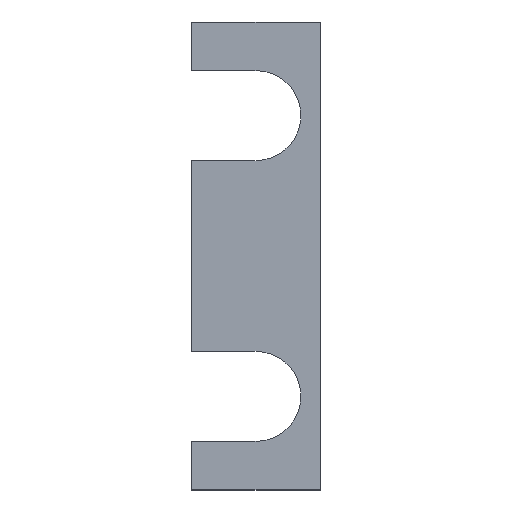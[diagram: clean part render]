
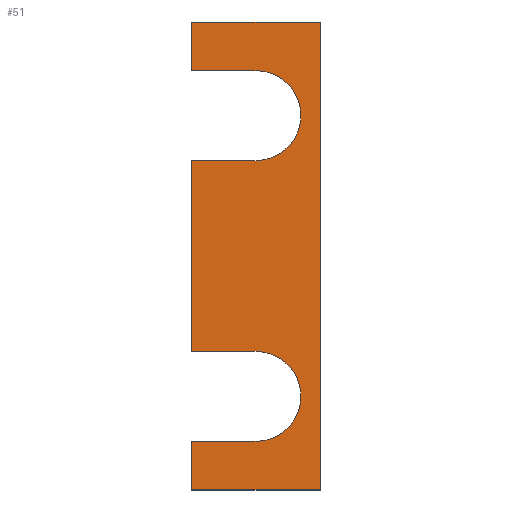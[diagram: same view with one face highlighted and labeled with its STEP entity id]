
A CAD part, top view. The second image highlights one B-rep face of the part: STEP entity #51.
In plain terms, the highlighted planar face has unit normal (0, 0, 1).
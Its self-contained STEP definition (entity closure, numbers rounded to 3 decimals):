
#51=ADVANCED_FACE('',(#73),#74,.T.);
#73=FACE_OUTER_BOUND('',#105,.T.);
#74=PLANE('',#106);
#105=EDGE_LOOP('',(#162,#163,#164,#165,#166,#167,#168,#169,#170,#171,#172,#173,#174,#175));
#106=AXIS2_PLACEMENT_3D('',#176,#177,#178);
#162=ORIENTED_EDGE('',*,*,#271,.T.);
#163=ORIENTED_EDGE('',*,*,#264,.T.);
#164=ORIENTED_EDGE('',*,*,#275,.T.);
#165=ORIENTED_EDGE('',*,*,#268,.T.);
#166=ORIENTED_EDGE('',*,*,#276,.T.);
#167=ORIENTED_EDGE('',*,*,#277,.T.);
#168=ORIENTED_EDGE('',*,*,#260,.T.);
#169=ORIENTED_EDGE('',*,*,#278,.T.);
#170=ORIENTED_EDGE('',*,*,#279,.T.);
#171=ORIENTED_EDGE('',*,*,#280,.T.);
#172=ORIENTED_EDGE('',*,*,#281,.T.);
#173=ORIENTED_EDGE('',*,*,#282,.T.);
#174=ORIENTED_EDGE('',*,*,#283,.T.);
#175=ORIENTED_EDGE('',*,*,#284,.T.);
#176=CARTESIAN_POINT('',(13.75,50.0,1.0));
#177=DIRECTION('',(0.0,0.0,1.0));
#178=DIRECTION('',(1.0,0.0,0.0));
#260=EDGE_CURVE('',#304,#301,#305,.T.);
#264=EDGE_CURVE('',#312,#309,#313,.T.);
#268=EDGE_CURVE('',#320,#317,#321,.T.);
#271=EDGE_CURVE('',#325,#312,#326,.T.);
#275=EDGE_CURVE('',#309,#320,#331,.T.);
#276=EDGE_CURVE('',#317,#332,#333,.T.);
#277=EDGE_CURVE('',#332,#304,#334,.T.);
#278=EDGE_CURVE('',#301,#335,#336,.T.);
#279=EDGE_CURVE('',#335,#337,#338,.T.);
#280=EDGE_CURVE('',#337,#339,#340,.T.);
#281=EDGE_CURVE('',#339,#341,#342,.T.);
#282=EDGE_CURVE('',#341,#343,#344,.T.);
#283=EDGE_CURVE('',#343,#345,#346,.T.);
#284=EDGE_CURVE('',#345,#325,#347,.T.);
#301=VERTEX_POINT('',#371);
#304=VERTEX_POINT('',#375);
#305=CIRCLE('',#376,9.6);
#309=VERTEX_POINT('',#381);
#312=VERTEX_POINT('',#385);
#313=CIRCLE('',#386,9.6);
#317=VERTEX_POINT('',#391);
#320=VERTEX_POINT('',#395);
#321=LINE('',#396,#397);
#325=VERTEX_POINT('',#403);
#326=LINE('',#404,#405);
#331=CIRCLE('',#412,9.6);
#332=VERTEX_POINT('',#413);
#333=LINE('',#414,#415);
#334=LINE('',#416,#417);
#335=VERTEX_POINT('',#418);
#336=CIRCLE('',#419,9.6);
#337=VERTEX_POINT('',#420);
#338=LINE('',#421,#422);
#339=VERTEX_POINT('',#423);
#340=LINE('',#424,#425);
#341=VERTEX_POINT('',#426);
#342=LINE('',#427,#428);
#343=VERTEX_POINT('',#429);
#344=LINE('',#430,#431);
#345=VERTEX_POINT('',#432);
#346=LINE('',#433,#434);
#347=LINE('',#435,#436);
#371=CARTESIAN_POINT('',(23.35,20.0,1.0));
#375=CARTESIAN_POINT('',(13.75,29.6,1.0));
#376=AXIS2_PLACEMENT_3D('',#476,#477,#478);
#381=CARTESIAN_POINT('',(23.35,80.0,1.0));
#385=CARTESIAN_POINT('',(13.75,89.6,1.0));
#386=AXIS2_PLACEMENT_3D('',#484,#485,#486);
#391=CARTESIAN_POINT('',(0.0,70.4,1.0));
#395=CARTESIAN_POINT('',(13.75,70.4,1.0));
#396=CARTESIAN_POINT('',(10.313,70.4,1.0));
#397=VECTOR('',#492,1.0);
#403=CARTESIAN_POINT('',(0.0,89.6,1.0));
#404=CARTESIAN_POINT('',(10.313,89.6,1.0));
#405=VECTOR('',#495,1.0);
#412=AXIS2_PLACEMENT_3D('',#501,#502,#503);
#413=CARTESIAN_POINT('',(0.0,29.6,1.0));
#414=CARTESIAN_POINT('',(0.0,50.0,1.0));
#415=VECTOR('',#504,1.0);
#416=CARTESIAN_POINT('',(10.313,29.6,1.0));
#417=VECTOR('',#505,1.0);
#418=CARTESIAN_POINT('',(13.75,10.4,1.0));
#419=AXIS2_PLACEMENT_3D('',#506,#507,#508);
#420=CARTESIAN_POINT('',(0.0,10.4,1.0));
#421=CARTESIAN_POINT('',(10.313,10.4,1.0));
#422=VECTOR('',#509,1.0);
#423=CARTESIAN_POINT('',(0.0,0.0,1.0));
#424=CARTESIAN_POINT('',(0.0,50.0,1.0));
#425=VECTOR('',#510,1.0);
#426=CARTESIAN_POINT('',(27.5,0.0,1.0));
#427=CARTESIAN_POINT('',(13.75,0.0,1.0));
#428=VECTOR('',#511,1.0);
#429=CARTESIAN_POINT('',(27.5,100.0,1.0));
#430=CARTESIAN_POINT('',(27.5,50.0,1.0));
#431=VECTOR('',#512,1.0);
#432=CARTESIAN_POINT('',(0.0,100.0,1.0));
#433=CARTESIAN_POINT('',(13.75,100.0,1.0));
#434=VECTOR('',#513,1.0);
#435=CARTESIAN_POINT('',(0.0,50.0,1.0));
#436=VECTOR('',#514,1.0);
#476=CARTESIAN_POINT('',(13.75,20.0,1.0));
#477=DIRECTION('',(0.0,0.0,-1.0));
#478=DIRECTION('',(1.0,0.0,0.0));
#484=CARTESIAN_POINT('',(13.75,80.0,1.0));
#485=DIRECTION('',(0.0,0.0,-1.0));
#486=DIRECTION('',(1.0,0.0,0.0));
#492=DIRECTION('',(-1.0,0.0,0.0));
#495=DIRECTION('',(1.0,0.0,-0.0));
#501=CARTESIAN_POINT('',(13.75,80.0,1.0));
#502=DIRECTION('',(0.0,0.0,-1.0));
#503=DIRECTION('',(1.0,0.0,0.0));
#504=DIRECTION('',(0.0,-1.0,0.0));
#505=DIRECTION('',(1.0,0.0,-0.0));
#506=CARTESIAN_POINT('',(13.75,20.0,1.0));
#507=DIRECTION('',(0.0,0.0,-1.0));
#508=DIRECTION('',(1.0,0.0,0.0));
#509=DIRECTION('',(-1.0,0.0,0.0));
#510=DIRECTION('',(0.0,-1.0,0.0));
#511=DIRECTION('',(1.0,0.0,0.0));
#512=DIRECTION('',(0.0,1.0,0.0));
#513=DIRECTION('',(-1.0,0.0,0.0));
#514=DIRECTION('',(0.0,-1.0,0.0));
